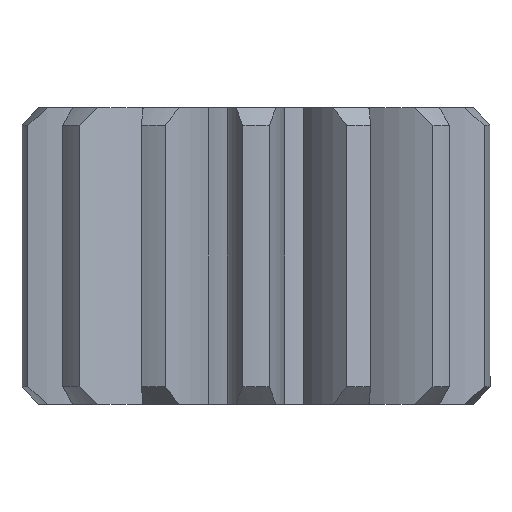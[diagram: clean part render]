
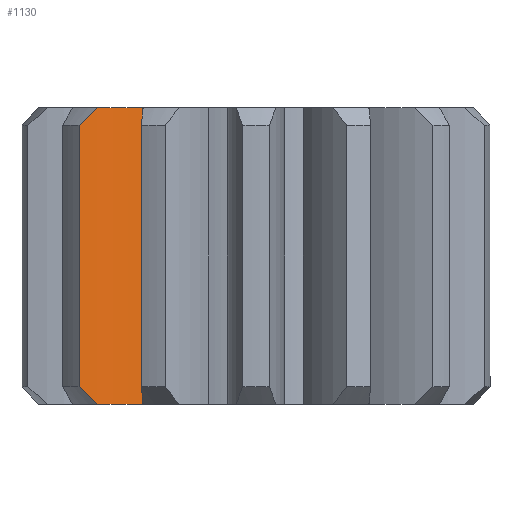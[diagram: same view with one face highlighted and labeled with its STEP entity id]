
A CAD part, front view. The second image highlights one B-rep face of the part: STEP entity #1130.
In plain terms, the highlighted cylindrical face has radius 8.627 mm (diameter 17.254 mm), a partial arc.
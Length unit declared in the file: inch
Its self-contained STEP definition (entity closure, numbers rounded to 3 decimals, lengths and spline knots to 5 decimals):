
#83 = CARTESIAN_POINT ( 'NONE',  ( -0.29826, -0.26654, 0.47 ) ) ;
#101 = CARTESIAN_POINT ( 'NONE',  ( -0.26716, -0.25598, 0. ) ) ;
#103 = FACE_OUTER_BOUND ( 'NONE', #1605, .T. ) ;
#105 = VECTOR ( 'NONE', #1115, 39.37008 ) ;
#110 = CARTESIAN_POINT ( 'NONE',  ( -0.29826, -0.26654, 0. ) ) ;
#258 = ORIENTED_EDGE ( 'NONE', *, *, #3205, .F. ) ;
#403 = CARTESIAN_POINT ( 'NONE',  ( -0.19157, -0.21437, 0. ) ) ;
#506 = CARTESIAN_POINT ( 'NONE',  ( -0.28766, -0.2635, 0.47993 ) ) ;
#532 = B_SPLINE_CURVE_WITH_KNOTS ( 'NONE', 3,
 ( #2996, #744, #1737, #2747 ),
 .UNSPECIFIED., .F., .F.,
 ( 4, 4 ),
 ( 0., 0.00113 ),
 .UNSPECIFIED. ) ;
#566 = CIRCLE ( 'NONE', #2390, 0.33964 ) ;
#592 = CARTESIAN_POINT ( 'NONE',  ( -0.19157, -0.21437, 0. ) ) ;
#733 = DIRECTION ( 'NONE',  ( 0., 0., -1. ) ) ;
#744 = CARTESIAN_POINT ( 'NONE',  ( -0.28766, -0.2635, 0.02007 ) ) ;
#758 = ORIENTED_EDGE ( 'NONE', *, *, #2151, .F. ) ;
#859 = DIRECTION ( 'NONE',  ( 0.59, -0.808, 0. ) ) ;
#883 = VERTEX_POINT ( 'NONE', #2063 ) ;
#915 = VERTEX_POINT ( 'NONE', #592 ) ;
#979 = CARTESIAN_POINT ( 'NONE',  ( -0.29826, -0.26654, 0.03 ) ) ;
#995 = DIRECTION ( 'NONE',  ( 0., 0., 1. ) ) ;
#1109 = CYLINDRICAL_SURFACE ( 'NONE', #2986, 0.33964 ) ;
#1115 = DIRECTION ( 'NONE',  ( 0., 0., 1. ) ) ;
#1130 = ADVANCED_FACE ( 'NONE', ( #103 ), #1109, .T. ) ;
#1200 = VECTOR ( 'NONE', #1403, 39.37008 ) ;
#1252 = ORIENTED_EDGE ( 'NONE', *, *, #1382, .T. ) ;
#1259 = VERTEX_POINT ( 'NONE', #1669 ) ;
#1285 = B_SPLINE_CURVE_WITH_KNOTS ( 'NONE', 3,
 ( #1741, #2752, #506, #1499 ),
 .UNSPECIFIED., .F., .F.,
 ( 4, 4 ),
 ( 0., 0.00113 ),
 .UNSPECIFIED. ) ;
#1382 = EDGE_CURVE ( 'NONE', #1259, #1971, #1285, .T. ) ;
#1403 = DIRECTION ( 'NONE',  ( 0., 0., 1. ) ) ;
#1499 = CARTESIAN_POINT ( 'NONE',  ( -0.29826, -0.26654, 0.47 ) ) ;
#1543 = CIRCLE ( 'NONE', #1957, 0.33964 ) ;
#1603 = LINE ( 'NONE', #110, #105 ) ;
#1605 = EDGE_LOOP ( 'NONE', ( #758, #1627, #2202, #1739, #258, #1252 ) ) ;
#1627 = ORIENTED_EDGE ( 'NONE', *, *, #2550, .T. ) ;
#1669 = CARTESIAN_POINT ( 'NONE',  ( -0.26716, -0.25598, 0.5 ) ) ;
#1727 = DIRECTION ( 'NONE',  ( 0.59, -0.808, 0. ) ) ;
#1737 = CARTESIAN_POINT ( 'NONE',  ( -0.27729, -0.25997, 0.01008 ) ) ;
#1739 = ORIENTED_EDGE ( 'NONE', *, *, #2239, .T. ) ;
#1741 = CARTESIAN_POINT ( 'NONE',  ( -0.26716, -0.25598, 0.5 ) ) ;
#1776 = VERTEX_POINT ( 'NONE', #979 ) ;
#1787 = EDGE_CURVE ( 'NONE', #915, #2009, #566, .T. ) ;
#1957 = AXIS2_PLACEMENT_3D ( 'NONE', #3248, #995, #1994 ) ;
#1971 = VERTEX_POINT ( 'NONE', #83 ) ;
#1994 = DIRECTION ( 'NONE',  ( 0.59, -0.808, 0. ) ) ;
#2009 = VERTEX_POINT ( 'NONE', #101 ) ;
#2063 = CARTESIAN_POINT ( 'NONE',  ( -0.19157, -0.21437, 0.5 ) ) ;
#2109 = CARTESIAN_POINT ( 'NONE',  ( -0.39182, 0.05996, 0. ) ) ;
#2151 = EDGE_CURVE ( 'NONE', #1776, #1971, #1603, .T. ) ;
#2202 = ORIENTED_EDGE ( 'NONE', *, *, #1787, .F. ) ;
#2239 = EDGE_CURVE ( 'NONE', #915, #883, #2652, .T. ) ;
#2390 = AXIS2_PLACEMENT_3D ( 'NONE', #2988, #733, #1727 ) ;
#2550 = EDGE_CURVE ( 'NONE', #1776, #2009, #532, .T. ) ;
#2652 = LINE ( 'NONE', #403, #1200 ) ;
#2747 = CARTESIAN_POINT ( 'NONE',  ( -0.26716, -0.25598, 0. ) ) ;
#2752 = CARTESIAN_POINT ( 'NONE',  ( -0.27729, -0.25997, 0.48992 ) ) ;
#2986 = AXIS2_PLACEMENT_3D ( 'NONE', #2109, #3113, #859 ) ;
#2988 = CARTESIAN_POINT ( 'NONE',  ( -0.39182, 0.05996, 0. ) ) ;
#2996 = CARTESIAN_POINT ( 'NONE',  ( -0.29826, -0.26654, 0.03 ) ) ;
#3113 = DIRECTION ( 'NONE',  ( 0., 0., 1. ) ) ;
#3205 = EDGE_CURVE ( 'NONE', #1259, #883, #1543, .T. ) ;
#3248 = CARTESIAN_POINT ( 'NONE',  ( -0.39182, 0.05996, 0.5 ) ) ;
